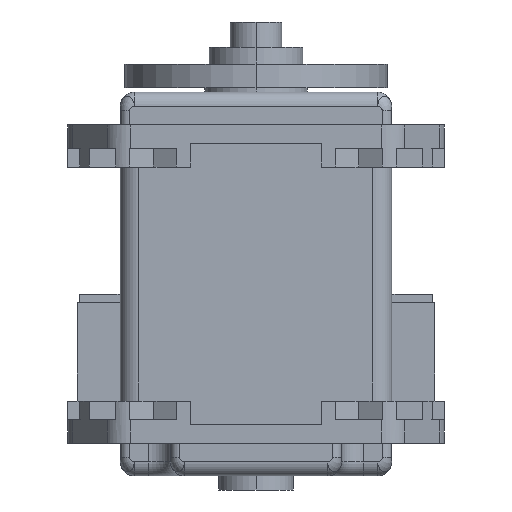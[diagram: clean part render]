
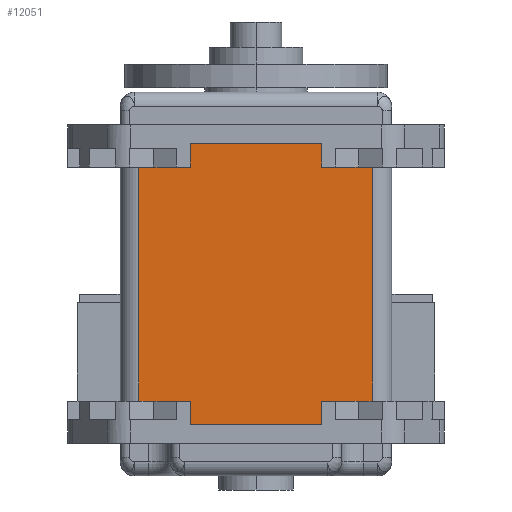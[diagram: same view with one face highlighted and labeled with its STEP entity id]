
A CAD part, front view. The second image highlights one B-rep face of the part: STEP entity #12051.
In plain terms, the highlighted planar face has unit normal (0, -1, 0).
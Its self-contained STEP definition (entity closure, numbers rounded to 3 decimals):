
#4659=DIRECTION('',(1.,0.,0.));
#4660=VECTOR('',#4659,1.4);
#4661=CARTESIAN_POINT('',(11.1,-42.5,-12.5));
#4662=LINE('',#4661,#4660);
#4666=DIRECTION('',(1.,0.,0.));
#4667=VECTOR('',#4666,0.201);
#4668=CARTESIAN_POINT('',(10.9,-42.5,-12.5));
#4669=LINE('',#4668,#4667);
#4673=DIRECTION('',(1.,0.,0.));
#4674=VECTOR('',#4673,3.875);
#4675=CARTESIAN_POINT('',(7.025,-42.5,-12.5));
#4676=LINE('',#4675,#4674);
#4680=DIRECTION('',(0.,0.,1.));
#4681=VECTOR('',#4680,2.5);
#4682=CARTESIAN_POINT('',(7.025,-42.5,-15.));
#4683=LINE('',#4682,#4681);
#4687=DIRECTION('',(1.,0.,0.));
#4688=VECTOR('',#4687,14.05);
#4689=CARTESIAN_POINT('',(-7.025,-42.5,-15.));
#4690=LINE('',#4689,#4688);
#4694=DIRECTION('',(0.,0.,1.));
#4695=VECTOR('',#4694,2.5);
#4696=CARTESIAN_POINT('',(-7.025,-42.5,-15.));
#4697=LINE('',#4696,#4695);
#4701=DIRECTION('',(1.,0.,0.));
#4702=VECTOR('',#4701,3.875);
#4703=CARTESIAN_POINT('',(-10.9,-42.5,-12.5));
#4704=LINE('',#4703,#4702);
#4708=DIRECTION('',(1.,0.,0.));
#4709=VECTOR('',#4708,0.201);
#4710=CARTESIAN_POINT('',(-11.1,-42.5,-12.5));
#4711=LINE('',#4710,#4709);
#4715=DIRECTION('',(1.,0.,0.));
#4716=VECTOR('',#4715,1.4);
#4717=CARTESIAN_POINT('',(-12.5,-42.5,-12.5));
#4718=LINE('',#4717,#4716);
#4722=DIRECTION('',(1.,0.,0.));
#4723=VECTOR('',#4722,1.4);
#4724=CARTESIAN_POINT('',(-12.5,-42.5,12.5));
#4725=LINE('',#4724,#4723);
#4729=DIRECTION('',(1.,0.,0.));
#4730=VECTOR('',#4729,0.201);
#4731=CARTESIAN_POINT('',(-11.1,-42.5,12.5));
#4732=LINE('',#4731,#4730);
#4736=DIRECTION('',(1.,0.,0.));
#4737=VECTOR('',#4736,3.875);
#4738=CARTESIAN_POINT('',(-10.9,-42.5,12.5));
#4739=LINE('',#4738,#4737);
#4743=DIRECTION('',(0.,0.,-1.));
#4744=VECTOR('',#4743,2.5);
#4745=CARTESIAN_POINT('',(-7.025,-42.5,15.));
#4746=LINE('',#4745,#4744);
#4750=DIRECTION('',(1.,0.,0.));
#4751=VECTOR('',#4750,14.05);
#4752=CARTESIAN_POINT('',(-7.025,-42.5,15.));
#4753=LINE('',#4752,#4751);
#4757=DIRECTION('',(0.,0.,-1.));
#4758=VECTOR('',#4757,2.5);
#4759=CARTESIAN_POINT('',(7.025,-42.5,15.));
#4760=LINE('',#4759,#4758);
#4764=DIRECTION('',(1.,0.,0.));
#4765=VECTOR('',#4764,3.875);
#4766=CARTESIAN_POINT('',(7.025,-42.5,12.5));
#4767=LINE('',#4766,#4765);
#4771=DIRECTION('',(1.,0.,0.));
#4772=VECTOR('',#4771,0.201);
#4773=CARTESIAN_POINT('',(10.9,-42.5,12.5));
#4774=LINE('',#4773,#4772);
#4778=DIRECTION('',(1.,0.,0.));
#4779=VECTOR('',#4778,1.4);
#4780=CARTESIAN_POINT('',(11.1,-42.5,12.5));
#4781=LINE('',#4780,#4779);
#4839=DIRECTION('',(0.,0.,-1.));
#4840=VECTOR('',#4839,25.);
#4841=CARTESIAN_POINT('',(12.5,-42.5,12.5));
#4842=LINE('',#4841,#4840);
#4891=DIRECTION('',(0.,0.,-1.));
#4892=VECTOR('',#4891,25.);
#4893=CARTESIAN_POINT('',(-12.5,-42.5,12.5));
#4894=LINE('',#4893,#4892);
#7409=CARTESIAN_POINT('',(7.025,-42.5,15.));
#7410=CARTESIAN_POINT('',(7.025,-42.5,12.5));
#7411=VERTEX_POINT('',#7409);
#7412=VERTEX_POINT('',#7410);
#7413=CARTESIAN_POINT('',(-7.025,-42.5,15.));
#7414=CARTESIAN_POINT('',(-7.025,-42.5,12.5));
#7415=VERTEX_POINT('',#7413);
#7416=VERTEX_POINT('',#7414);
#7603=CARTESIAN_POINT('',(10.9,-42.5,12.5));
#7604=VERTEX_POINT('',#7603);
#7605=CARTESIAN_POINT('',(11.1,-42.5,12.5));
#7607=VERTEX_POINT('',#7605);
#7626=CARTESIAN_POINT('',(-11.1,-42.5,12.5));
#7628=VERTEX_POINT('',#7626);
#7629=CARTESIAN_POINT('',(-10.9,-42.5,12.5));
#7631=VERTEX_POINT('',#7629);
#7669=CARTESIAN_POINT('',(7.025,-42.5,-15.));
#7670=CARTESIAN_POINT('',(7.025,-42.5,-12.5));
#7671=VERTEX_POINT('',#7669);
#7672=VERTEX_POINT('',#7670);
#7673=CARTESIAN_POINT('',(-7.025,-42.5,-15.));
#7674=CARTESIAN_POINT('',(-7.025,-42.5,-12.5));
#7675=VERTEX_POINT('',#7673);
#7676=VERTEX_POINT('',#7674);
#7785=CARTESIAN_POINT('',(-11.1,-42.5,-12.5));
#7786=CARTESIAN_POINT('',(-10.9,-42.5,-12.5));
#7787=VERTEX_POINT('',#7785);
#7788=VERTEX_POINT('',#7786);
#7789=CARTESIAN_POINT('',(10.9,-42.5,-12.5));
#7790=CARTESIAN_POINT('',(11.1,-42.5,-12.5));
#7791=VERTEX_POINT('',#7789);
#7792=VERTEX_POINT('',#7790);
#8081=CARTESIAN_POINT('',(12.5,-42.5,12.5));
#8082=CARTESIAN_POINT('',(12.5,-42.5,-12.5));
#8083=VERTEX_POINT('',#8081);
#8084=VERTEX_POINT('',#8082);
#8085=CARTESIAN_POINT('',(-12.5,-42.5,12.5));
#8086=CARTESIAN_POINT('',(-12.5,-42.5,-12.5));
#8087=VERTEX_POINT('',#8085);
#8088=VERTEX_POINT('',#8086);
#12018=CARTESIAN_POINT('',(-14.5,-42.5,-20.5));
#12019=DIRECTION('',(0.,-1.,0.));
#12020=DIRECTION('',(1.,0.,0.));
#12021=AXIS2_PLACEMENT_3D('',#12018,#12019,#12020);
#12022=PLANE('',#12021);
#12024=ORIENTED_EDGE('',*,*,#12023,.T.);
#12025=ORIENTED_EDGE('',*,*,#10879,.F.);
#12026=ORIENTED_EDGE('',*,*,#11714,.F.);
#12027=ORIENTED_EDGE('',*,*,#10710,.F.);
#12028=ORIENTED_EDGE('',*,*,#12010,.F.);
#12029=ORIENTED_EDGE('',*,*,#11898,.F.);
#12031=ORIENTED_EDGE('',*,*,#12030,.T.);
#12032=ORIENTED_EDGE('',*,*,#10775,.F.);
#12033=ORIENTED_EDGE('',*,*,#11700,.F.);
#12034=ORIENTED_EDGE('',*,*,#10916,.F.);
#12036=ORIENTED_EDGE('',*,*,#12035,.F.);
#12037=ORIENTED_EDGE('',*,*,#9819,.T.);
#12038=ORIENTED_EDGE('',*,*,#10058,.T.);
#12039=ORIENTED_EDGE('',*,*,#9744,.T.);
#12041=ORIENTED_EDGE('',*,*,#12040,.F.);
#12043=ORIENTED_EDGE('',*,*,#12042,.T.);
#12045=ORIENTED_EDGE('',*,*,#12044,.T.);
#12046=ORIENTED_EDGE('',*,*,#9657,.T.);
#12047=ORIENTED_EDGE('',*,*,#10072,.T.);
#12048=ORIENTED_EDGE('',*,*,#9799,.T.);
#12049=EDGE_LOOP('',(#12024,#12025,#12026,#12027,#12028,#12029,#12031,#12032,
#12033,#12034,#12036,#12037,#12038,#12039,#12041,#12043,#12045,#12046,#12047,
#12048));
#12050=FACE_OUTER_BOUND('',#12049,.F.);
#12051=ADVANCED_FACE('',(#12050),#12022,.T.);
#9657=EDGE_CURVE('',#7412,#7604,#4767,.T.);
#9744=EDGE_CURVE('',#7631,#7416,#4739,.T.);
#9799=EDGE_CURVE('',#7607,#8083,#4781,.T.);
#9819=EDGE_CURVE('',#8087,#7628,#4725,.T.);
#10058=EDGE_CURVE('',#7628,#7631,#4732,.T.);
#10072=EDGE_CURVE('',#7604,#7607,#4774,.T.);
#10710=EDGE_CURVE('',#7672,#7791,#4676,.T.);
#10775=EDGE_CURVE('',#7788,#7676,#4704,.T.);
#10879=EDGE_CURVE('',#7792,#8084,#4662,.T.);
#10916=EDGE_CURVE('',#8088,#7787,#4718,.T.);
#11700=EDGE_CURVE('',#7787,#7788,#4711,.T.);
#11714=EDGE_CURVE('',#7791,#7792,#4669,.T.);
#11898=EDGE_CURVE('',#7675,#7671,#4690,.T.);
#12010=EDGE_CURVE('',#7671,#7672,#4683,.T.);
#12023=EDGE_CURVE('',#8083,#8084,#4842,.T.);
#12030=EDGE_CURVE('',#7675,#7676,#4697,.T.);
#12035=EDGE_CURVE('',#8087,#8088,#4894,.T.);
#12040=EDGE_CURVE('',#7415,#7416,#4746,.T.);
#12042=EDGE_CURVE('',#7415,#7411,#4753,.T.);
#12044=EDGE_CURVE('',#7411,#7412,#4760,.T.);
